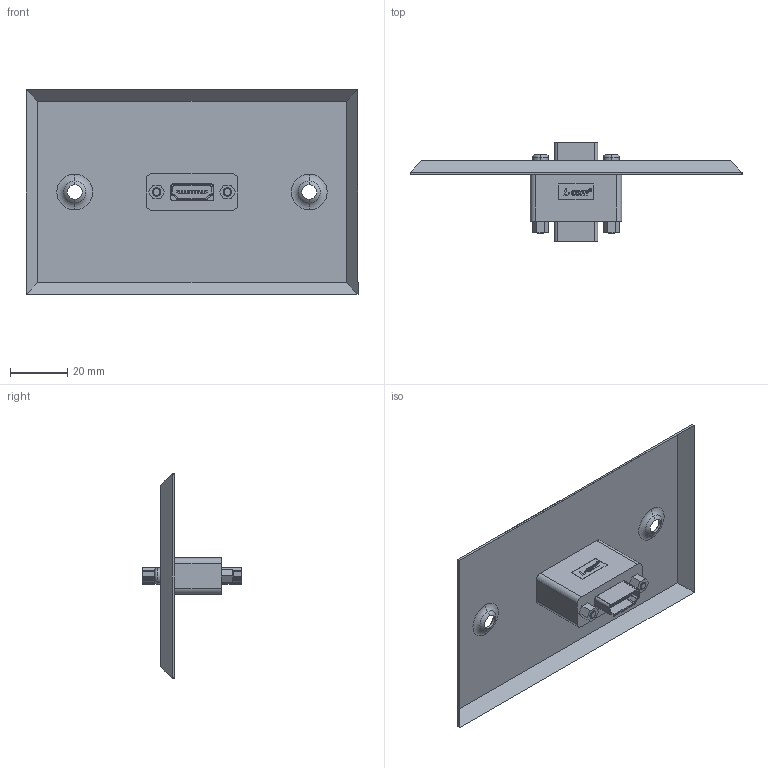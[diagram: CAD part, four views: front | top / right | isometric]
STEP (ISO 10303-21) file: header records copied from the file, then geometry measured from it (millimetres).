
FILE_DESCRIPTION (( 'STEP AP214' ), '1' );
FILE_NAME ('WPHDMIFF.STEP', '2008-08-22T13:28:23', ( ' ' ), ( ' ' ), 'SwSTEP 2.0', 'SolidWorks 2008', '' );
FILE_SCHEMA (( 'AUTOMOTIVE_DESIGN' ));
Length unit declared in the file: inch
Products named in the file (7): HDMIFF; WPD109; HDMI_FEMALE; HDMIFF-MA1_GENDER CHANGER; 1AJ02-024_4-40 x .250 PAN HEAD SCREW; WPHDMIFF; 1AJ05-002
Assembly tree (9 placements, depth 3):
  WPHDMIFF
    WPD109
    1AJ02-024_4-40 x .250 PAN HEAD SCREW  x2
    1AJ05-002  x2
    HDMIFF
      HDMI_FEMALE  x2
      HDMIFF-MA1_GENDER CHANGER
Bounding box: 116.08 x 34.54 x 71.63 mm (x, y, z)
Volume: 15102 mm3; surface area: 24243.9 mm2
Topology: 8 solids, 8 shells, 1393 faces, 3900 edges, 2564 vertices
Faces by surface type: plane 1230, cylinder 82, bspline 57, torus 20, cone 4
Entity records: 49079 total; most frequent: CARTESIAN_POINT 10226, ORIENTED_EDGE 5940, DIRECTION 5049, EDGE_CURVE 2970, VECTOR 2687, LINE 2687, VERTEX_POINT 1958, AXIS2_PLACEMENT_3D 1181
